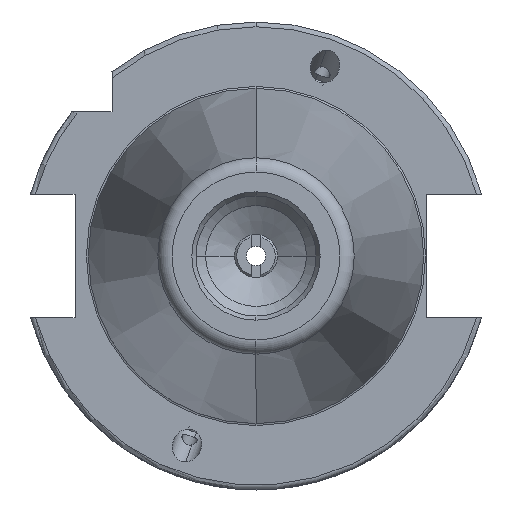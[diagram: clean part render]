
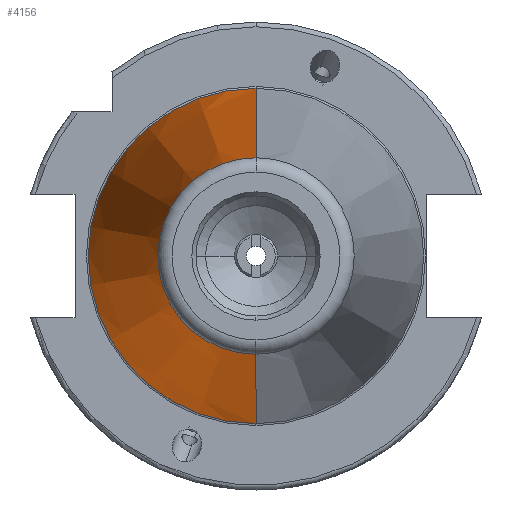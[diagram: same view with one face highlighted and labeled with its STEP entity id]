
A CAD part, left-side view. The second image highlights one B-rep face of the part: STEP entity #4156.
In plain terms, the highlighted conical face has half-angle 8.297 degrees and reference radius 34.925 mm.
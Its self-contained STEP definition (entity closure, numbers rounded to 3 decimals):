
#97 = CARTESIAN_POINT ( 'NONE',  ( -99.183, -20.461, 0. ) ) ;
#283 = CARTESIAN_POINT ( 'NONE',  ( -99.183, 0., 0. ) ) ;
#297 = DIRECTION ( 'NONE',  ( 0.99, 0.144, 0. ) ) ;
#301 = DIRECTION ( 'NONE',  ( -1., 0., 0. ) ) ;
#364 = ORIENTED_EDGE ( 'NONE', *, *, #4705, .T. ) ;
#660 = LINE ( 'NONE', #2046, #6552 ) ;
#676 = AXIS2_PLACEMENT_3D ( 'NONE', #1552, #5538, #6659 ) ;
#865 = CARTESIAN_POINT ( 'NONE',  ( -99.183, 20.461, 0. ) ) ;
#872 = DIRECTION ( 'NONE',  ( 0., -1., 0. ) ) ;
#894 = LINE ( 'NONE', #2589, #5240 ) ;
#1552 = CARTESIAN_POINT ( 'NONE',  ( 0., 0., 0. ) ) ;
#1876 = CARTESIAN_POINT ( 'NONE',  ( 0., -34.925, 0. ) ) ;
#2046 = CARTESIAN_POINT ( 'NONE',  ( 0., 34.925, 0. ) ) ;
#2589 = CARTESIAN_POINT ( 'NONE',  ( 0., -34.925, 0. ) ) ;
#3261 = EDGE_CURVE ( 'NONE', #6427, #5007, #5543, .T. ) ;
#3395 = CONICAL_SURFACE ( 'NONE', #676, 34.925, 0.145 ) ;
#3416 = AXIS2_PLACEMENT_3D ( 'NONE', #283, #4268, #872 ) ;
#3726 = CARTESIAN_POINT ( 'NONE',  ( 0., 0., 0. ) ) ;
#3931 = FACE_OUTER_BOUND ( 'NONE', #3942, .T. ) ;
#3942 = EDGE_LOOP ( 'NONE', ( #6491, #364, #6069, #5880 ) ) ;
#4051 = EDGE_CURVE ( 'NONE', #5723, #6337, #7325, .T. ) ;
#4156 = ADVANCED_FACE ( 'NONE', ( #3931 ), #3395, .T. ) ;
#4268 = DIRECTION ( 'NONE',  ( -1., 0., 0. ) ) ;
#4286 = DIRECTION ( 'NONE',  ( 0., -1., 0. ) ) ;
#4705 = EDGE_CURVE ( 'NONE', #6427, #5723, #894, .T. ) ;
#5007 = VERTEX_POINT ( 'NONE', #865 ) ;
#5160 = CARTESIAN_POINT ( 'NONE',  ( 0., 34.925, 0. ) ) ;
#5240 = VECTOR ( 'NONE', #6575, 1000. ) ;
#5538 = DIRECTION ( 'NONE',  ( 1., 0., 0. ) ) ;
#5543 = CIRCLE ( 'NONE', #3416, 20.461 ) ;
#5723 = VERTEX_POINT ( 'NONE', #1876 ) ;
#5880 = ORIENTED_EDGE ( 'NONE', *, *, #7271, .F. ) ;
#6069 = ORIENTED_EDGE ( 'NONE', *, *, #4051, .T. ) ;
#6174 = AXIS2_PLACEMENT_3D ( 'NONE', #3726, #301, #4286 ) ;
#6337 = VERTEX_POINT ( 'NONE', #5160 ) ;
#6427 = VERTEX_POINT ( 'NONE', #97 ) ;
#6491 = ORIENTED_EDGE ( 'NONE', *, *, #3261, .F. ) ;
#6552 = VECTOR ( 'NONE', #297, 1000. ) ;
#6575 = DIRECTION ( 'NONE',  ( 0.99, -0.144, 0. ) ) ;
#6659 = DIRECTION ( 'NONE',  ( 0., 1., 0. ) ) ;
#7271 = EDGE_CURVE ( 'NONE', #5007, #6337, #660, .T. ) ;
#7325 = CIRCLE ( 'NONE', #6174, 34.925 ) ;
